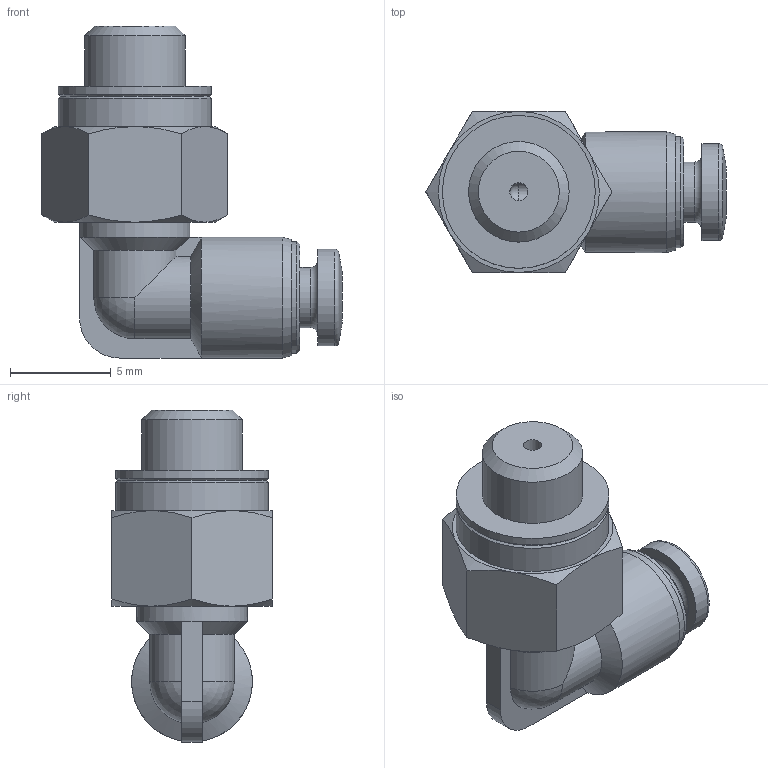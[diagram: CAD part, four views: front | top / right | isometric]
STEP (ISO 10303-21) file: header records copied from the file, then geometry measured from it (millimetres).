
FILE_DESCRIPTION(/* description */ ('STEP AP214'),/* implementation_level */ '2;1');
FILE_NAME(/* name */ '133031_QSML-M5-2',/* time_stamp */ '2024-09-14T13:16:51+02:00',/* author */ ('License CC BY-ND 4.0'),/* organization */ ('CADENAS'),/* preprocessor_version */ 'ST-DEVELOPER v19.3',/* originating_system */ 'PARTsolutions',/* authorisation */ ' ');
FILE_SCHEMA (('AUTOMOTIVE_DESIGN {1 0 10303 214 3 1 1}'));
Length unit declared in the file: millimetre
Products named in the file (1): 133031 QSML-M5-2
Bounding box: 14.92 x 8 x 16.5 mm (x, y, z)
Volume: 654.9 mm3; surface area: 685 mm2
Topology: 1 solids, 1 shells, 71 faces, 154 edges, 90 vertices
Faces by surface type: plane 27, cone 22, cylinder 16, sphere 3, torus 3
Full cylindrical faces by diameter (mm): 0.9 x2, 2 x1, 3 x1, 4.8 x1, 5 x1, 5.5 x1, 5.541 x1, 6 x1, 7.6 x2
Entity records: 2344 total; most frequent: CARTESIAN_POINT 387, DIRECTION 308, ORIENTED_EDGE 262, AXIS2_PLACEMENT_3D 137, EDGE_CURVE 131, EDGE_LOOP 99, FACE_BOUND 99, VERTEX_POINT 88
